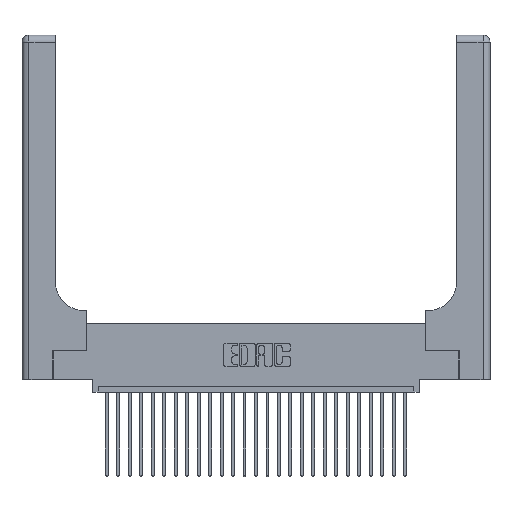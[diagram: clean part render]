
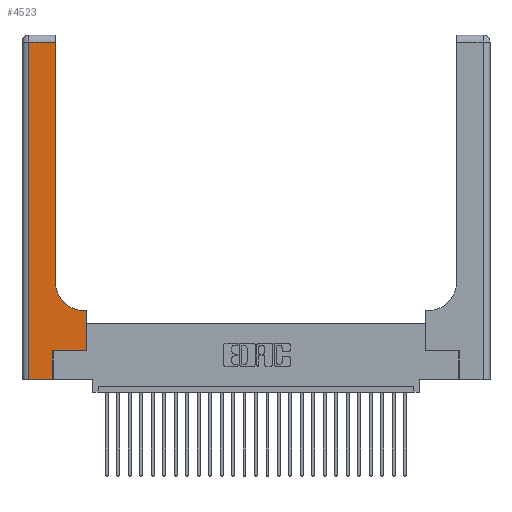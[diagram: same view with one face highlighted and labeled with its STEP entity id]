
A CAD part, top view. The second image highlights one B-rep face of the part: STEP entity #4523.
In plain terms, the highlighted planar face has unit normal (0, 0, 1).
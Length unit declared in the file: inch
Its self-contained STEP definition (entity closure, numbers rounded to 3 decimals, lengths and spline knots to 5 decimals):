
#382 = CARTESIAN_POINT ( 'NONE',  ( 0.5415, 0.85, 0.37 ) ) ;
#837 = VERTEX_POINT ( 'NONE', #9697 ) ;
#1265 = LINE ( 'NONE', #26221, #6300 ) ;
#1712 = LINE ( 'NONE', #16201, #16822 ) ;
#1831 = AXIS2_PLACEMENT_3D ( 'NONE', #4013, #5710, #20763 ) ;
#2658 = VERTEX_POINT ( 'NONE', #21756 ) ;
#2962 = VECTOR ( 'NONE', #14060, 39.37008 ) ;
#3013 = VECTOR ( 'NONE', #16978, 39.37008 ) ;
#3190 = EDGE_CURVE ( 'NONE', #2658, #8485, #21845, .T. ) ;
#4013 = CARTESIAN_POINT ( 'NONE',  ( 0., 3., 0.37 ) ) ;
#4054 = EDGE_CURVE ( 'NONE', #13495, #5226, #20120, .T. ) ;
#4093 = VECTOR ( 'NONE', #10472, 39.37008 ) ;
#4194 = ORIENTED_EDGE ( 'NONE', *, *, #23383, .T. ) ;
#4523 = ADVANCED_FACE ( 'NONE', ( #24443 ), #21041, .F. ) ;
#5226 = VERTEX_POINT ( 'NONE', #18138 ) ;
#5290 = DIRECTION ( 'NONE',  ( 1., 0., 0. ) ) ;
#5310 = ORIENTED_EDGE ( 'NONE', *, *, #6211, .T. ) ;
#5441 = LINE ( 'NONE', #23354, #4093 ) ;
#5487 = ORIENTED_EDGE ( 'NONE', *, *, #4054, .T. ) ;
#5710 = DIRECTION ( 'NONE',  ( 0., 0., -1. ) ) ;
#6211 = EDGE_CURVE ( 'NONE', #10563, #21629, #12215, .T. ) ;
#6300 = VECTOR ( 'NONE', #7249, 39.37008 ) ;
#6541 = ORIENTED_EDGE ( 'NONE', *, *, #21242, .T. ) ;
#6786 = DIRECTION ( 'NONE',  ( 0., 0., -1. ) ) ;
#7249 = DIRECTION ( 'NONE',  ( 0., 1., 0. ) ) ;
#8485 = VERTEX_POINT ( 'NONE', #24431 ) ;
#9697 = CARTESIAN_POINT ( 'NONE',  ( 0.06, 2.94, 0.37 ) ) ;
#9783 = DIRECTION ( 'NONE',  ( 0., 1., 0. ) ) ;
#10005 = ORIENTED_EDGE ( 'NONE', *, *, #10188, .T. ) ;
#10188 = EDGE_CURVE ( 'NONE', #24454, #26961, #13354, .T. ) ;
#10423 = CARTESIAN_POINT ( 'NONE',  ( 0.5415, 0.6, 0.37 ) ) ;
#10472 = DIRECTION ( 'NONE',  ( 0., 1., 0. ) ) ;
#10563 = VERTEX_POINT ( 'NONE', #18973 ) ;
#10610 = DIRECTION ( 'NONE',  ( -1., 0., 0. ) ) ;
#10860 = CIRCLE ( 'NONE', #17425, 0.25 ) ;
#11583 = CARTESIAN_POINT ( 'NONE',  ( 0.2915, 0.85, 0.37 ) ) ;
#12175 = CARTESIAN_POINT ( 'NONE',  ( 0., 2.94, 0.37 ) ) ;
#12215 = LINE ( 'NONE', #15082, #17287 ) ;
#12347 = EDGE_CURVE ( 'NONE', #21629, #13495, #10860, .T. ) ;
#12640 = CARTESIAN_POINT ( 'NONE',  ( 0.269, 0.25, 0.37 ) ) ;
#13354 = LINE ( 'NONE', #26491, #20774 ) ;
#13452 = DIRECTION ( 'NONE',  ( 1., 0., 0. ) ) ;
#13495 = VERTEX_POINT ( 'NONE', #11583 ) ;
#13587 = ORIENTED_EDGE ( 'NONE', *, *, #3190, .T. ) ;
#14060 = DIRECTION ( 'NONE',  ( -1., 0., 0. ) ) ;
#15082 = CARTESIAN_POINT ( 'NONE',  ( 0.2915, 0.6, 0.37 ) ) ;
#15721 = VECTOR ( 'NONE', #9783, 39.37008 ) ;
#16012 = DIRECTION ( 'NONE',  ( 0., -1., 0. ) ) ;
#16201 = CARTESIAN_POINT ( 'NONE',  ( 0.06, 3., 0.37 ) ) ;
#16375 = ORIENTED_EDGE ( 'NONE', *, *, #12347, .T. ) ;
#16822 = VECTOR ( 'NONE', #16012, 39.37008 ) ;
#16978 = DIRECTION ( 'NONE',  ( 1., 0., 0. ) ) ;
#17287 = VECTOR ( 'NONE', #10610, 39.37008 ) ;
#17425 = AXIS2_PLACEMENT_3D ( 'NONE', #382, #6786, #13452 ) ;
#18138 = CARTESIAN_POINT ( 'NONE',  ( 0.2915, 2.94, 0.37 ) ) ;
#18973 = CARTESIAN_POINT ( 'NONE',  ( 0.5585, 0.6, 0.37 ) ) ;
#20120 = LINE ( 'NONE', #22111, #15721 ) ;
#20184 = EDGE_LOOP ( 'NONE', ( #5487, #20639, #6541, #13587, #22766, #10005, #4194, #5310, #16375 ) ) ;
#20611 = EDGE_CURVE ( 'NONE', #8485, #24454, #5441, .T. ) ;
#20639 = ORIENTED_EDGE ( 'NONE', *, *, #22457, .T. ) ;
#20763 = DIRECTION ( 'NONE',  ( -1., 0., 0. ) ) ;
#20774 = VECTOR ( 'NONE', #5290, 39.37008 ) ;
#20846 = CARTESIAN_POINT ( 'NONE',  ( 0., 0., 0.37 ) ) ;
#21041 = PLANE ( 'NONE',  #1831 ) ;
#21242 = EDGE_CURVE ( 'NONE', #837, #2658, #1712, .T. ) ;
#21629 = VERTEX_POINT ( 'NONE', #10423 ) ;
#21756 = CARTESIAN_POINT ( 'NONE',  ( 0.06, 0., 0.37 ) ) ;
#21845 = LINE ( 'NONE', #20846, #3013 ) ;
#22111 = CARTESIAN_POINT ( 'NONE',  ( 0.2915, 3., 0.37 ) ) ;
#22457 = EDGE_CURVE ( 'NONE', #5226, #837, #23146, .T. ) ;
#22766 = ORIENTED_EDGE ( 'NONE', *, *, #20611, .T. ) ;
#23146 = LINE ( 'NONE', #12175, #2962 ) ;
#23354 = CARTESIAN_POINT ( 'NONE',  ( 0.269, 0., 0.37 ) ) ;
#23383 = EDGE_CURVE ( 'NONE', #26961, #10563, #1265, .T. ) ;
#23768 = CARTESIAN_POINT ( 'NONE',  ( 0.5585, 0.25, 0.37 ) ) ;
#24431 = CARTESIAN_POINT ( 'NONE',  ( 0.269, 0., 0.37 ) ) ;
#24443 = FACE_OUTER_BOUND ( 'NONE', #20184, .T. ) ;
#24454 = VERTEX_POINT ( 'NONE', #12640 ) ;
#26221 = CARTESIAN_POINT ( 'NONE',  ( 0.5585, 0.25, 0.37 ) ) ;
#26491 = CARTESIAN_POINT ( 'NONE',  ( 0.269, 0.25, 0.37 ) ) ;
#26961 = VERTEX_POINT ( 'NONE', #23768 ) ;
